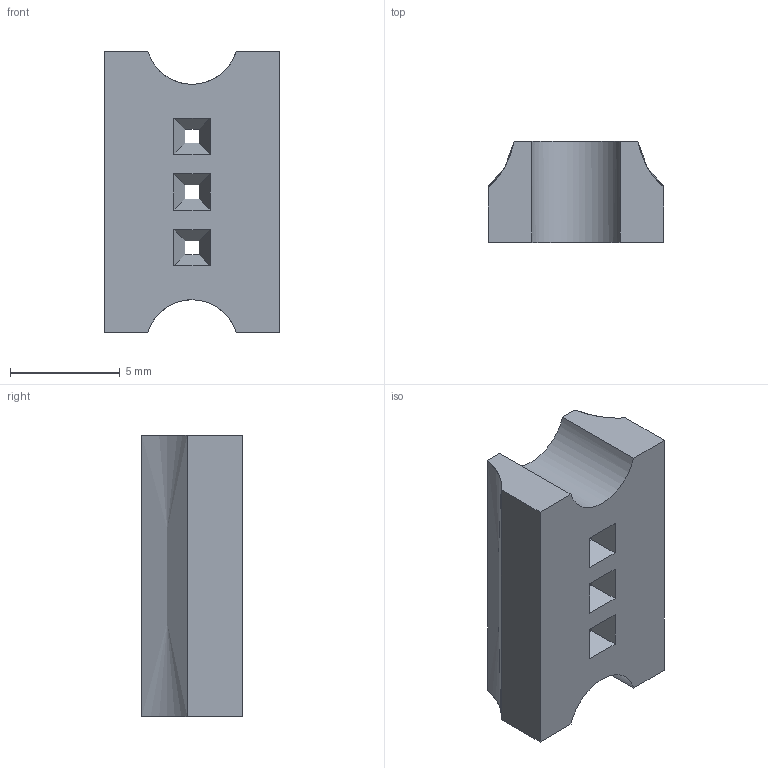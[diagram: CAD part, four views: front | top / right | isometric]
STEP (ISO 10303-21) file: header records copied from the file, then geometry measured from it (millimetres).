
FILE_DESCRIPTION(/* description */ (''),/* implementation_level */ '2;1');
FILE_NAME(/* name */ 'Stack-Align Grommet',/* time_stamp */ '2014-12-16T14:40:50+00:00',/* author */ (''),/* organization */ (''),/* preprocessor_version */ 'ST-DEVELOPER v15',/* originating_system */ '',/* authorisation */ '');
FILE_SCHEMA (('AUTOMOTIVE_DESIGN'));
Length unit declared in the file: millimetre
Products named in the file (1): Document
Bounding box: 8 x 4.58 x 12.8 mm (x, y, z)
Surface area: 398 mm2 (no closed solid volume)
Topology: 0 solids, 1 shells, 37 faces, 97 edges, 58 vertices
Faces by surface type: plane 32, bspline 5
Entity records: 1130 total; most frequent: CARTESIAN_POINT 452, ORIENTED_EDGE 186, EDGE_CURVE 97, B_SPLINE_CURVE_WITH_KNOTS 91, VERTEX_POINT 58, EDGE_LOOP 43, ADVANCED_FACE 37, FACE_OUTER_BOUND 37
